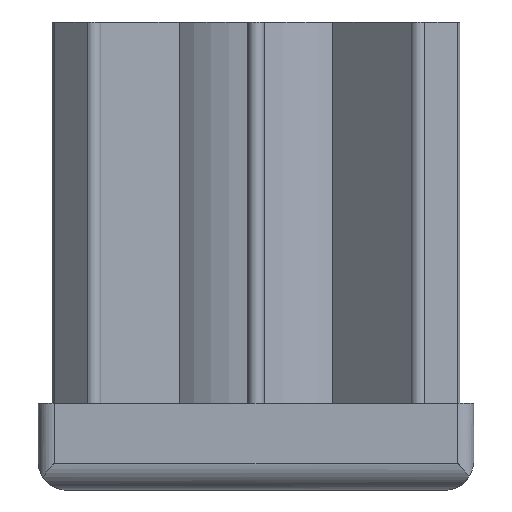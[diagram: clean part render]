
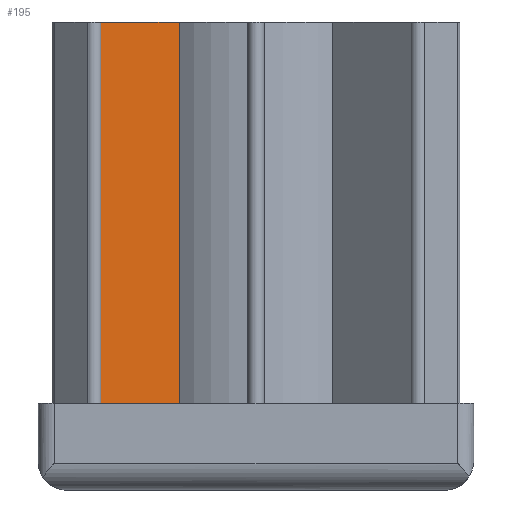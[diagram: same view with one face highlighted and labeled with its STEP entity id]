
A CAD part, front view. The second image highlights one B-rep face of the part: STEP entity #195.
In plain terms, the highlighted planar face has unit normal (0.707, -0.707, 0).
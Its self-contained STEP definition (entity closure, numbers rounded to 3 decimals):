
#195 = ADVANCED_FACE( '', ( #404 ), #405, .F. );
#404 = FACE_OUTER_BOUND( '', #619, .T. );
#405 = PLANE( '', #620 );
#619 = EDGE_LOOP( '', ( #1179, #1180, #1181, #1182 ) );
#620 = AXIS2_PLACEMENT_3D( '', #1183, #1184, #1185 );
#1179 = ORIENTED_EDGE( '', *, *, #1532, .T. );
#1180 = ORIENTED_EDGE( '', *, *, #1527, .T. );
#1181 = ORIENTED_EDGE( '', *, *, #1414, .F. );
#1182 = ORIENTED_EDGE( '', *, *, #1492, .F. );
#1183 = CARTESIAN_POINT( '', ( -15.409, -16.47, 43. ) );
#1184 = DIRECTION( '', ( -0.707, 0.707, 0. ) );
#1185 = DIRECTION( '', ( -0.707, -0.707, 0. ) );
#1414 = EDGE_CURVE( '', #1742, #1743, #1744, .T. );
#1492 = EDGE_CURVE( '', #1850, #1742, #1852, .T. );
#1527 = EDGE_CURVE( '', #1902, #1743, #1903, .T. );
#1532 = EDGE_CURVE( '', #1850, #1902, #1908, .T. );
#1742 = VERTEX_POINT( '', #2215 );
#1743 = VERTEX_POINT( '', #2216 );
#1744 = LINE( '', #2217, #2218 );
#1850 = VERTEX_POINT( '', #2420 );
#1852 = LINE( '', #2423, #2424 );
#1902 = VERTEX_POINT( '', #2506 );
#1903 = LINE( '', #2507, #2508 );
#1908 = LINE( '', #2514, #2515 );
#2215 = CARTESIAN_POINT( '', ( -7.053, -8.113, 43. ) );
#2216 = CARTESIAN_POINT( '', ( -7.053, -8.113, 8. ) );
#2217 = CARTESIAN_POINT( '', ( -7.053, -8.113, 43. ) );
#2218 = VECTOR( '', #2685, 1000. );
#2420 = CARTESIAN_POINT( '', ( -15.409, -16.47, 43. ) );
#2423 = CARTESIAN_POINT( '', ( -15.409, -16.47, 43. ) );
#2424 = VECTOR( '', #2770, 1000. );
#2506 = CARTESIAN_POINT( '', ( -15.409, -16.47, 8. ) );
#2507 = CARTESIAN_POINT( '', ( -15.409, -16.47, 8. ) );
#2508 = VECTOR( '', #2820, 1000. );
#2514 = CARTESIAN_POINT( '', ( -15.409, -16.47, 43. ) );
#2515 = VECTOR( '', #2822, 1000. );
#2685 = DIRECTION( '', ( 0., 0., -1. ) );
#2770 = DIRECTION( '', ( 0.707, 0.707, 0. ) );
#2820 = DIRECTION( '', ( 0.707, 0.707, 0. ) );
#2822 = DIRECTION( '', ( 0., 0., -1. ) );
